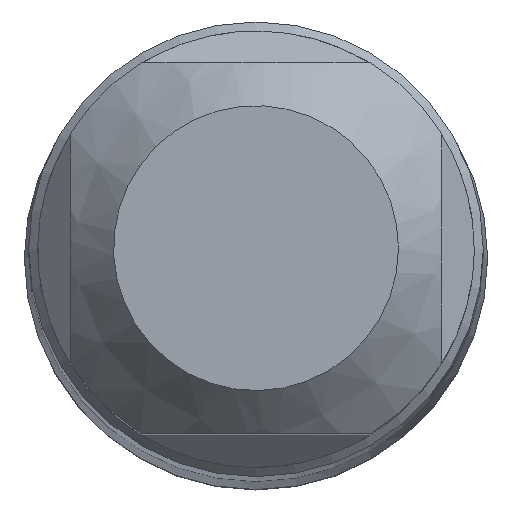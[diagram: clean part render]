
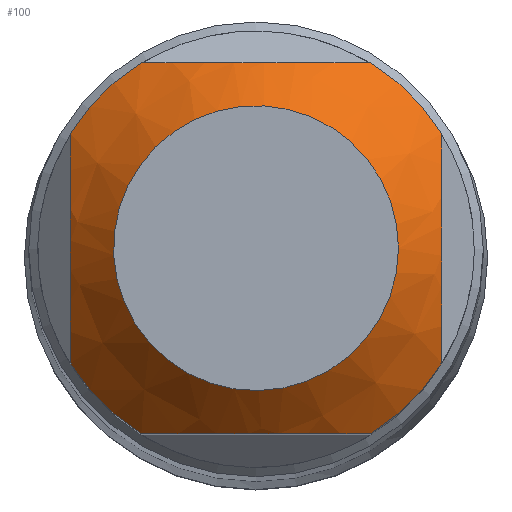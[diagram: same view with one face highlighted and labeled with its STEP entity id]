
A CAD part, top view. The second image highlights one B-rep face of the part: STEP entity #100.
In plain terms, the highlighted conical face has half-angle 45 degrees and reference radius 1.88 mm.
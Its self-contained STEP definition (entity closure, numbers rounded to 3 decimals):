
#100=ADVANCED_FACE('',(#134,#135),#126,.T.);
#126=CONICAL_SURFACE('',#425,1.88,45.);
#134=FACE_BOUND('',#164,.T.);
#135=FACE_BOUND('',#165,.T.);
#164=EDGE_LOOP('',(#204));
#165=EDGE_LOOP('',(#205,#206,#207,#208,#209,#210,#211,#212));
#204=ORIENTED_EDGE('',*,*,#314,.F.);
#205=ORIENTED_EDGE('',*,*,#315,.T.);
#206=ORIENTED_EDGE('',*,*,#316,.T.);
#207=ORIENTED_EDGE('',*,*,#317,.T.);
#208=ORIENTED_EDGE('',*,*,#318,.T.);
#209=ORIENTED_EDGE('',*,*,#319,.T.);
#210=ORIENTED_EDGE('',*,*,#320,.T.);
#211=ORIENTED_EDGE('',*,*,#321,.T.);
#212=ORIENTED_EDGE('',*,*,#322,.T.);
#282=VERTEX_POINT('',#620);
#283=VERTEX_POINT('',#622);
#284=VERTEX_POINT('',#623);
#285=VERTEX_POINT('',#630);
#286=VERTEX_POINT('',#632);
#287=VERTEX_POINT('',#639);
#288=VERTEX_POINT('',#641);
#289=VERTEX_POINT('',#648);
#290=VERTEX_POINT('',#650);
#314=EDGE_CURVE('',#282,#282,#353,.T.);
#315=EDGE_CURVE('',#283,#284,#354,.T.);
#316=EDGE_CURVE('',#284,#285,#381,.T.);
#317=EDGE_CURVE('',#285,#286,#355,.T.);
#318=EDGE_CURVE('',#286,#287,#382,.T.);
#319=EDGE_CURVE('',#287,#288,#356,.T.);
#320=EDGE_CURVE('',#288,#289,#383,.T.);
#321=EDGE_CURVE('',#289,#290,#357,.T.);
#322=EDGE_CURVE('',#290,#283,#384,.T.);
#353=CIRCLE('',#420,1.88);
#354=CIRCLE('',#421,2.88);
#355=CIRCLE('',#422,2.88);
#356=CIRCLE('',#423,2.88);
#357=CIRCLE('',#424,2.88);
#381=B_SPLINE_CURVE_WITH_KNOTS('',3,(#624,#625,#626,#627,#628,#629),
 .UNSPECIFIED.,.F.,.F.,(4,2,4),(0.,0.5,1.),.UNSPECIFIED.);
#382=B_SPLINE_CURVE_WITH_KNOTS('',3,(#633,#634,#635,#636,#637,#638),
 .UNSPECIFIED.,.F.,.F.,(4,2,4),(0.,0.5,1.),.UNSPECIFIED.);
#383=B_SPLINE_CURVE_WITH_KNOTS('',3,(#642,#643,#644,#645,#646,#647),
 .UNSPECIFIED.,.F.,.F.,(4,2,4),(0.,0.5,1.),.UNSPECIFIED.);
#384=B_SPLINE_CURVE_WITH_KNOTS('',3,(#651,#652,#653,#654,#655,#656),
 .UNSPECIFIED.,.F.,.F.,(4,2,4),(0.,0.5,1.),.UNSPECIFIED.);
#420=AXIS2_PLACEMENT_3D('',#619,#477,#478);
#421=AXIS2_PLACEMENT_3D('',#621,#479,#480);
#422=AXIS2_PLACEMENT_3D('',#631,#481,#482);
#423=AXIS2_PLACEMENT_3D('',#640,#483,#484);
#424=AXIS2_PLACEMENT_3D('',#649,#485,#486);
#425=AXIS2_PLACEMENT_3D('',#657,#487,#488);
#477=DIRECTION('',(0.,0.,1.));
#478=DIRECTION('',(1.,0.,0.));
#479=DIRECTION('',(0.,0.,1.));
#480=DIRECTION('',(-1.,0.,0.));
#481=DIRECTION('',(0.,0.,1.));
#482=DIRECTION('',(-1.,0.,0.));
#483=DIRECTION('',(0.,0.,1.));
#484=DIRECTION('',(-1.,0.,0.));
#485=DIRECTION('',(0.,0.,1.));
#486=DIRECTION('',(-1.,0.,0.));
#487=DIRECTION('',(0.,0.,-1.));
#488=DIRECTION('',(-1.,0.,0.));
#619=CARTESIAN_POINT('',(0.,0.,0.));
#620=CARTESIAN_POINT('',(1.88,0.,0.));
#621=CARTESIAN_POINT('',(0.,0.,-1.));
#622=CARTESIAN_POINT('',(1.514,-2.45,-1.));
#623=CARTESIAN_POINT('',(2.45,-1.514,-1.));
#624=CARTESIAN_POINT('',(2.45,-1.514,-1.));
#625=CARTESIAN_POINT('',(2.45,-1.043,-0.752));
#626=CARTESIAN_POINT('',(2.45,-0.528,-0.57));
#627=CARTESIAN_POINT('',(2.45,0.527,-0.57));
#628=CARTESIAN_POINT('',(2.45,1.043,-0.752));
#629=CARTESIAN_POINT('',(2.45,1.514,-1.));
#630=CARTESIAN_POINT('',(2.45,1.514,-1.));
#631=CARTESIAN_POINT('',(0.,0.,-1.));
#632=CARTESIAN_POINT('',(1.514,2.45,-1.));
#633=CARTESIAN_POINT('',(1.514,2.45,-1.));
#634=CARTESIAN_POINT('',(1.043,2.45,-0.752));
#635=CARTESIAN_POINT('',(0.528,2.45,-0.57));
#636=CARTESIAN_POINT('',(-0.527,2.45,-0.57));
#637=CARTESIAN_POINT('',(-1.043,2.45,-0.752));
#638=CARTESIAN_POINT('',(-1.514,2.45,-1.));
#639=CARTESIAN_POINT('',(-1.514,2.45,-1.));
#640=CARTESIAN_POINT('',(0.,0.,-1.));
#641=CARTESIAN_POINT('',(-2.45,1.514,-1.));
#642=CARTESIAN_POINT('',(-2.45,1.514,-1.));
#643=CARTESIAN_POINT('',(-2.45,1.043,-0.752));
#644=CARTESIAN_POINT('',(-2.45,0.527,-0.57));
#645=CARTESIAN_POINT('',(-2.45,-0.528,-0.57));
#646=CARTESIAN_POINT('',(-2.45,-1.043,-0.752));
#647=CARTESIAN_POINT('',(-2.45,-1.514,-1.));
#648=CARTESIAN_POINT('',(-2.45,-1.514,-1.));
#649=CARTESIAN_POINT('',(0.,0.,-1.));
#650=CARTESIAN_POINT('',(-1.514,-2.45,-1.));
#651=CARTESIAN_POINT('',(-1.514,-2.45,-1.));
#652=CARTESIAN_POINT('',(-1.043,-2.45,-0.752));
#653=CARTESIAN_POINT('',(-0.527,-2.45,-0.57));
#654=CARTESIAN_POINT('',(0.528,-2.45,-0.57));
#655=CARTESIAN_POINT('',(1.043,-2.45,-0.752));
#656=CARTESIAN_POINT('',(1.514,-2.45,-1.));
#657=CARTESIAN_POINT('',(0.,0.,0.));
